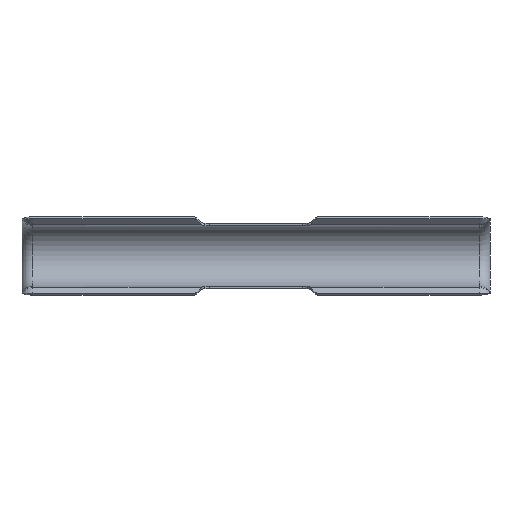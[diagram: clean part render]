
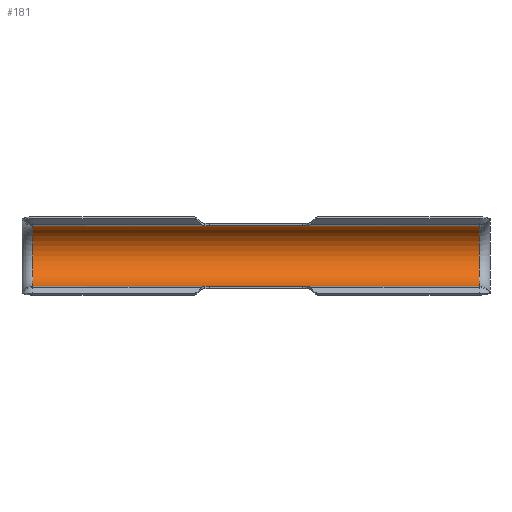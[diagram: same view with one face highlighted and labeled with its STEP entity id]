
A CAD part, front view. The second image highlights one B-rep face of the part: STEP entity #181.
In plain terms, the highlighted cylindrical face has radius 13 mm (diameter 26 mm), a partial arc.
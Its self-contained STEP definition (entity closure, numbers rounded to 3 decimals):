
#181 = ADVANCED_FACE ( 'NONE', ( #595 ), #2157, .F. ) ;
#371 = VERTEX_POINT ( 'NONE', #2224 ) ;
#396 = VERTEX_POINT ( 'NONE', #1589 ) ;
#435 = AXIS2_PLACEMENT_3D ( 'NONE', #810, #2733, #2565 ) ;
#595 = FACE_OUTER_BOUND ( 'NONE', #1964, .T. ) ;
#741 = DIRECTION ( 'NONE',  ( -1., 0., 0. ) ) ;
#745 = VERTEX_POINT ( 'NONE', #937 ) ;
#785 = CARTESIAN_POINT ( 'NONE',  ( 100.415, 7., -13. ) ) ;
#810 = CARTESIAN_POINT ( 'NONE',  ( 100.415, 7., 0. ) ) ;
#819 = ORIENTED_EDGE ( 'NONE', *, *, #1604, .F. ) ;
#886 = DIRECTION ( 'NONE',  ( 0., 0., -1. ) ) ;
#887 = DIRECTION ( 'NONE',  ( 1., 0., 0. ) ) ;
#892 = CARTESIAN_POINT ( 'NONE',  ( -95.415, 7., 0. ) ) ;
#937 = CARTESIAN_POINT ( 'NONE',  ( -95.415, 7., 13. ) ) ;
#987 = LINE ( 'NONE', #1655, #2115 ) ;
#1136 = EDGE_CURVE ( 'NONE', #371, #745, #987, .T. ) ;
#1158 = ORIENTED_EDGE ( 'NONE', *, *, #1508, .F. ) ;
#1486 = CARTESIAN_POINT ( 'NONE',  ( 95.415, 7., 0. ) ) ;
#1492 = DIRECTION ( 'NONE',  ( -1., 0., 0. ) ) ;
#1508 = EDGE_CURVE ( 'NONE', #396, #745, #2867, .T. ) ;
#1563 = ORIENTED_EDGE ( 'NONE', *, *, #1136, .T. ) ;
#1589 = CARTESIAN_POINT ( 'NONE',  ( -95.415, 7., -13. ) ) ;
#1604 = EDGE_CURVE ( 'NONE', #2956, #396, #1760, .T. ) ;
#1637 = DIRECTION ( 'NONE',  ( -1., 0., 0. ) ) ;
#1655 = CARTESIAN_POINT ( 'NONE',  ( 100.415, 7., 13. ) ) ;
#1751 = DIRECTION ( 'NONE',  ( 0., 0., 1. ) ) ;
#1760 = LINE ( 'NONE', #785, #2140 ) ;
#1964 = EDGE_LOOP ( 'NONE', ( #819, #1996, #1563, #1158 ) ) ;
#1996 = ORIENTED_EDGE ( 'NONE', *, *, #2772, .F. ) ;
#2115 = VECTOR ( 'NONE', #1637, 1000. ) ;
#2140 = VECTOR ( 'NONE', #741, 1000. ) ;
#2157 = CYLINDRICAL_SURFACE ( 'NONE', #435, 13. ) ;
#2224 = CARTESIAN_POINT ( 'NONE',  ( 95.415, 7., 13. ) ) ;
#2509 = AXIS2_PLACEMENT_3D ( 'NONE', #1486, #1492, #1751 ) ;
#2551 = CIRCLE ( 'NONE', #2509, 13. ) ;
#2565 = DIRECTION ( 'NONE',  ( 0., 0., 1. ) ) ;
#2733 = DIRECTION ( 'NONE',  ( -1., 0., 0. ) ) ;
#2772 = EDGE_CURVE ( 'NONE', #371, #2956, #2551, .T. ) ;
#2864 = CARTESIAN_POINT ( 'NONE',  ( 95.415, 7., -13. ) ) ;
#2867 = CIRCLE ( 'NONE', #3049, 13. ) ;
#2956 = VERTEX_POINT ( 'NONE', #2864 ) ;
#3049 = AXIS2_PLACEMENT_3D ( 'NONE', #892, #887, #886 ) ;
